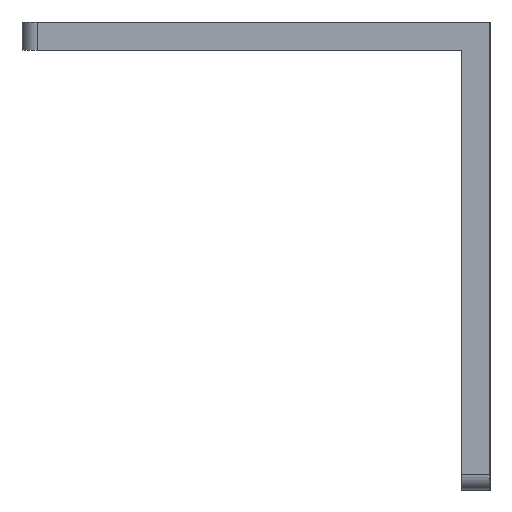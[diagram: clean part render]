
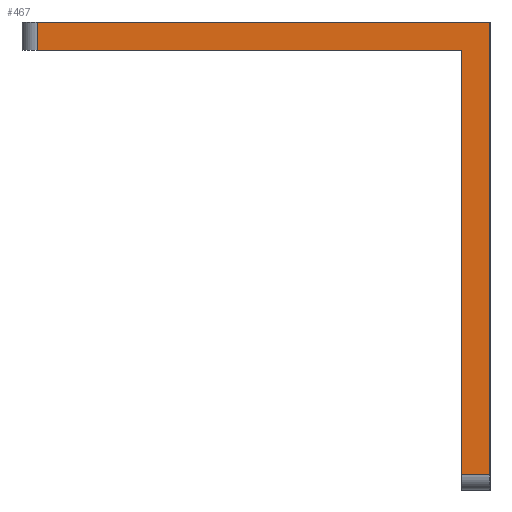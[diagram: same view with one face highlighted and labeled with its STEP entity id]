
A CAD part, left-side view. The second image highlights one B-rep face of the part: STEP entity #467.
In plain terms, the highlighted planar face has unit normal (-1, 0, 0).
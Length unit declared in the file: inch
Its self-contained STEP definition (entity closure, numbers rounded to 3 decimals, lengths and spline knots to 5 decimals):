
#99 = VECTOR ( 'NONE', #1703, 39.37008 ) ;
#180 = LINE ( 'NONE', #870, #2273 ) ;
#278 = LINE ( 'NONE', #1912, #99 ) ;
#309 = EDGE_CURVE ( 'NONE', #710, #926, #2665, .T. ) ;
#389 = VERTEX_POINT ( 'NONE', #2498 ) ;
#454 = ORIENTED_EDGE ( 'NONE', *, *, #2752, .T. ) ;
#467 = ADVANCED_FACE ( 'NONE', ( #780 ), #3126, .F. ) ;
#604 = CARTESIAN_POINT ( 'NONE',  ( -0.75, 0.09, 0.66 ) ) ;
#710 = VERTEX_POINT ( 'NONE', #3029 ) ;
#727 = EDGE_CURVE ( 'NONE', #389, #3152, #278, .T. ) ;
#730 = LINE ( 'NONE', #3433, #3551 ) ;
#731 = DIRECTION ( 'NONE',  ( 0., -1., 0. ) ) ;
#758 = ORIENTED_EDGE ( 'NONE', *, *, #309, .T. ) ;
#774 = CARTESIAN_POINT ( 'NONE',  ( -0.75, 0., -0.7 ) ) ;
#780 = FACE_OUTER_BOUND ( 'NONE', #1033, .T. ) ;
#862 = VERTEX_POINT ( 'NONE', #774 ) ;
#870 = CARTESIAN_POINT ( 'NONE',  ( -0.75, 0.09, 0.75 ) ) ;
#926 = VERTEX_POINT ( 'NONE', #2895 ) ;
#1033 = EDGE_LOOP ( 'NONE', ( #2561, #2244, #454, #3364, #758, #3079 ) ) ;
#1104 = CARTESIAN_POINT ( 'NONE',  ( -0.75, 1.45, 0.66 ) ) ;
#1327 = CARTESIAN_POINT ( 'NONE',  ( -0.75, 0., 0.75 ) ) ;
#1493 = DIRECTION ( 'NONE',  ( 1., 0., 0. ) ) ;
#1591 = EDGE_CURVE ( 'NONE', #710, #3522, #180, .T. ) ;
#1703 = DIRECTION ( 'NONE',  ( 0., 0., 1. ) ) ;
#1827 = CARTESIAN_POINT ( 'NONE',  ( -0.75, 0., 0.66 ) ) ;
#1912 = CARTESIAN_POINT ( 'NONE',  ( -0.75, 0.09, 0.75 ) ) ;
#2244 = ORIENTED_EDGE ( 'NONE', *, *, #3379, .T. ) ;
#2273 = VECTOR ( 'NONE', #2517, 39.37008 ) ;
#2461 = VECTOR ( 'NONE', #3184, 39.37008 ) ;
#2498 = CARTESIAN_POINT ( 'NONE',  ( -0.75, 0.09, -0.7 ) ) ;
#2517 = DIRECTION ( 'NONE',  ( 0., -1., 0. ) ) ;
#2561 = ORIENTED_EDGE ( 'NONE', *, *, #727, .F. ) ;
#2574 = CARTESIAN_POINT ( 'NONE',  ( -0.75, 0.09, 0.75 ) ) ;
#2665 = LINE ( 'NONE', #1104, #3310 ) ;
#2729 = AXIS2_PLACEMENT_3D ( 'NONE', #2574, #1493, #3401 ) ;
#2736 = VECTOR ( 'NONE', #731, 39.37008 ) ;
#2740 = DIRECTION ( 'NONE',  ( 0., 0., -1. ) ) ;
#2752 = EDGE_CURVE ( 'NONE', #862, #3522, #3188, .T. ) ;
#2816 = LINE ( 'NONE', #1827, #2736 ) ;
#2895 = CARTESIAN_POINT ( 'NONE',  ( -0.75, 1.45, 0.66 ) ) ;
#3029 = CARTESIAN_POINT ( 'NONE',  ( -0.75, 1.45, 0.75 ) ) ;
#3079 = ORIENTED_EDGE ( 'NONE', *, *, #3418, .T. ) ;
#3126 = PLANE ( 'NONE',  #2729 ) ;
#3152 = VERTEX_POINT ( 'NONE', #604 ) ;
#3184 = DIRECTION ( 'NONE',  ( 0., 0., 1. ) ) ;
#3188 = LINE ( 'NONE', #3451, #2461 ) ;
#3310 = VECTOR ( 'NONE', #2740, 39.37008 ) ;
#3364 = ORIENTED_EDGE ( 'NONE', *, *, #1591, .F. ) ;
#3379 = EDGE_CURVE ( 'NONE', #389, #862, #730, .T. ) ;
#3401 = DIRECTION ( 'NONE',  ( 0., 0., -1. ) ) ;
#3418 = EDGE_CURVE ( 'NONE', #926, #3152, #2816, .T. ) ;
#3433 = CARTESIAN_POINT ( 'NONE',  ( -0.75, 0.09, -0.7 ) ) ;
#3448 = DIRECTION ( 'NONE',  ( 0., -1., 0. ) ) ;
#3451 = CARTESIAN_POINT ( 'NONE',  ( -0.75, 0., 0.75 ) ) ;
#3522 = VERTEX_POINT ( 'NONE', #1327 ) ;
#3551 = VECTOR ( 'NONE', #3448, 39.37008 ) ;
